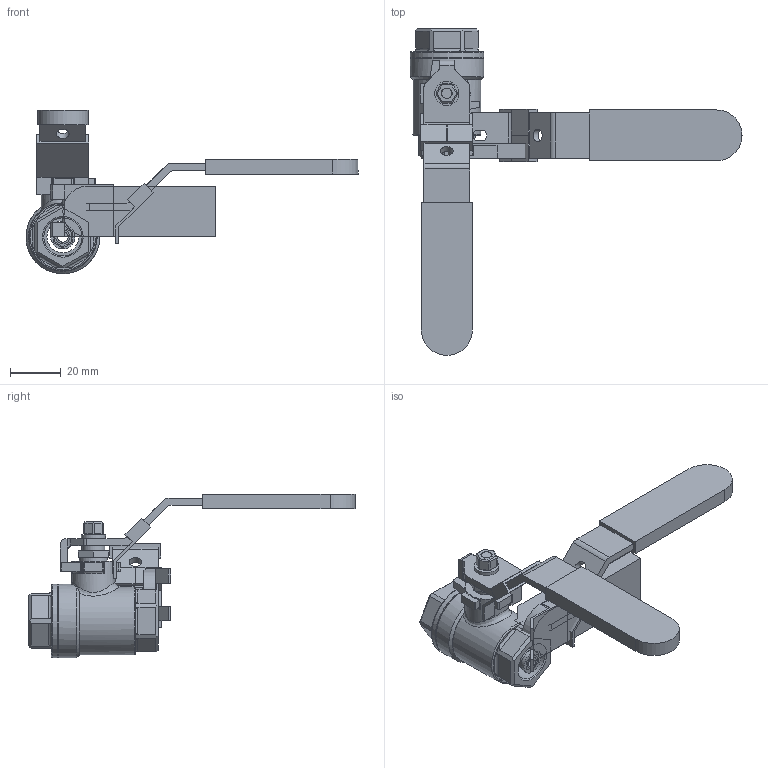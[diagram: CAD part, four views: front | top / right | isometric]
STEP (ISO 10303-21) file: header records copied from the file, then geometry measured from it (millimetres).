
FILE_DESCRIPTION( ( 'Unknown' ), '1' );
FILE_NAME( '9300-03r-STEP-KUNDE.stp', 'Unknown', ( 'Unknown' ), ( 'Unknown' ), 'PSStep 13.0', 'Unknown', ' ' );
FILE_SCHEMA( ( 'AUTOMOTIVE_DESIGN { 1 0 10303 214 1 1 1 1 }' ) );
Length unit declared in the file: millimetre
Products named in the file (8): Hebel 010-015; Assem1; Kunsstoffummantelung_010; Lasche_010; Hebel 010; Unterlegscheibe; Mutter M5; 8.100.012
Bounding box: 130.5 x 128.5 x 64.3 mm (x, y, z)
Volume: 77807 mm3; surface area: 54359.7 mm2
Topology: 15 solids, 15 shells, 529 faces, 1393 edges, 925 vertices
Faces by surface type: plane 359, cylinder 140, torus 12, cone 10, bspline 8
Full cylindrical faces by diameter (mm): 4.134 x2, 5 x3, 5.5 x2, 9 x2, 9.5 x2, 11 x2, 12.5 x2, 14.95 x4, 17 x2, 26.7 x2, 28.5 x2, 29 x4
Entity records: 9853 total; most frequent: CARTESIAN_POINT 2293, ORIENTED_EDGE 1152, DIRECTION 1143, EDGE_CURVE 576, LINE 409, VECTOR 409, VERTEX_POINT 392, AXIS2_PLACEMENT_3D 367
